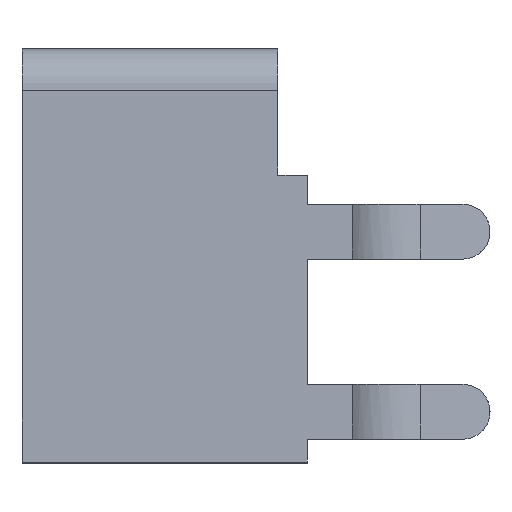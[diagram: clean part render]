
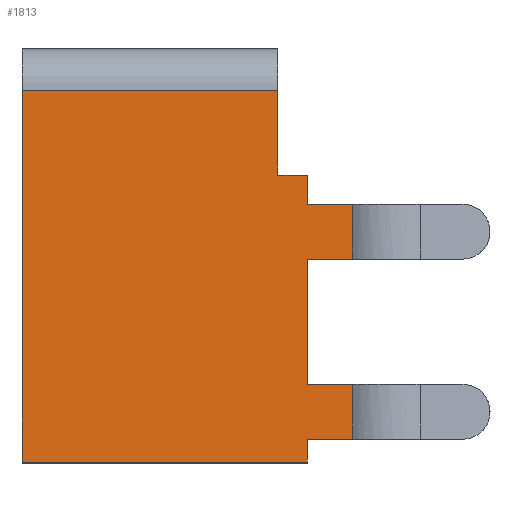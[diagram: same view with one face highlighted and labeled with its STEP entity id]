
A CAD part, left-side view. The second image highlights one B-rep face of the part: STEP entity #1813.
In plain terms, the highlighted planar face has unit normal (-0.999, 0, 0.034).
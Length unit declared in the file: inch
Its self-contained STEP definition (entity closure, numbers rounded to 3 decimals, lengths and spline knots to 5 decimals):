
#1672 = ORIENTED_EDGE ( 'NONE', *, *, #1724, .T. ) ;
#1673 = VERTEX_POINT ( 'NONE', #2179 ) ;
#1674 = VERTEX_POINT ( 'NONE', #2155 ) ;
#1675 = EDGE_CURVE ( 'NONE', #1680, #1722, #2141, .T. ) ;
#1676 = ORIENTED_EDGE ( 'NONE', *, *, #1677, .F. ) ;
#1677 = EDGE_CURVE ( 'NONE', #1674, #1722, #2137, .T. ) ;
#1678 = ORIENTED_EDGE ( 'NONE', *, *, #1738, .T. ) ;
#1679 = ORIENTED_EDGE ( 'NONE', *, *, #1746, .T. ) ;
#1680 = VERTEX_POINT ( 'NONE', #2133 ) ;
#1720 = EDGE_CURVE ( 'NONE', #1673, #1680, #2293, .T. ) ;
#1721 = ORIENTED_EDGE ( 'NONE', *, *, #1675, .T. ) ;
#1722 = VERTEX_POINT ( 'NONE', #2268 ) ;
#1723 = VERTEX_POINT ( 'NONE', #2267 ) ;
#1724 = EDGE_CURVE ( 'NONE', #1723, #1673, #2266, .T. ) ;
#1725 = ORIENTED_EDGE ( 'NONE', *, *, #1720, .T. ) ;
#1726 = VERTEX_POINT ( 'NONE', #2262 ) ;
#1730 = EDGE_CURVE ( 'NONE', #1827, #1726, #2283, .T. ) ;
#1738 = EDGE_CURVE ( 'NONE', #1674, #1836, #2254, .T. ) ;
#1746 = EDGE_CURVE ( 'NONE', #1726, #1723, #2238, .T. ) ;
#1752 = ORIENTED_EDGE ( 'NONE', *, *, #1730, .T. ) ;
#1805 = ORIENTED_EDGE ( 'NONE', *, *, #1806, .T. ) ;
#1806 = EDGE_CURVE ( 'NONE', #1811, #1807, #2406, .T. ) ;
#1807 = VERTEX_POINT ( 'NONE', #2402 ) ;
#1808 = ORIENTED_EDGE ( 'NONE', *, *, #1835, .T. ) ;
#1809 = ORIENTED_EDGE ( 'NONE', *, *, #1810, .T. ) ;
#1810 = EDGE_CURVE ( 'NONE', #1823, #1811, #2420, .T. ) ;
#1811 = VERTEX_POINT ( 'NONE', #2449 ) ;
#1813 = ADVANCED_FACE ( 'NONE', ( #2430 ), #2451, .T. ) ;
#1814 = ORIENTED_EDGE ( 'NONE', *, *, #1815, .T. ) ;
#1815 = EDGE_CURVE ( 'NONE', #1807, #1816, #2411, .T. ) ;
#1816 = VERTEX_POINT ( 'NONE', #2412 ) ;
#1817 = ORIENTED_EDGE ( 'NONE', *, *, #1828, .T. ) ;
#1823 = VERTEX_POINT ( 'NONE', #2419 ) ;
#1824 = VERTEX_POINT ( 'NONE', #2414 ) ;
#1825 = ORIENTED_EDGE ( 'NONE', *, *, #1826, .T. ) ;
#1826 = EDGE_CURVE ( 'NONE', #1824, #1827, #2448, .T. ) ;
#1827 = VERTEX_POINT ( 'NONE', #2413 ) ;
#1828 = EDGE_CURVE ( 'NONE', #1816, #1829, #2457, .T. ) ;
#1829 = VERTEX_POINT ( 'NONE', #2453 ) ;
#1830 = ORIENTED_EDGE ( 'NONE', *, *, #1831, .T. ) ;
#1831 = EDGE_CURVE ( 'NONE', #1829, #1824, #2444, .T. ) ;
#1835 = EDGE_CURVE ( 'NONE', #1836, #1823, #2423, .T. ) ;
#1836 = VERTEX_POINT ( 'NONE', #2481 ) ;
#1921 = EDGE_LOOP ( 'NONE', ( #1808, #1809, #1805, #1814, #1817, #1830, #1825, #1752, #1679, #1672, #1725, #1721, #1676, #1678 ) ) ;
#2090 = DIRECTION ( 'NONE',  ( 0., -1., 0. ) ) ;
#2093 = VECTOR ( 'NONE', #2090, 39.37008 ) ;
#2133 = CARTESIAN_POINT ( 'NONE',  ( -0.16719, 0.032, -0.138 ) ) ;
#2134 = DIRECTION ( 'NONE',  ( 0., -1., 0. ) ) ;
#2135 = VECTOR ( 'NONE', #2134, 39.37008 ) ;
#2136 = CARTESIAN_POINT ( 'NONE',  ( -0.164, 0.312, -0.04538 ) ) ;
#2137 = LINE ( 'NONE', #2136, #2135 ) ;
#2138 = DIRECTION ( 'NONE',  ( 0.034, 0., 0.999 ) ) ;
#2139 = VECTOR ( 'NONE', #2138, 39.37008 ) ;
#2140 = CARTESIAN_POINT ( 'NONE',  ( -0.164, 0.032, -0.04538 ) ) ;
#2141 = LINE ( 'NONE', #2140, #2139 ) ;
#2155 = CARTESIAN_POINT ( 'NONE',  ( -0.164, 0.312, -0.04538 ) ) ;
#2179 = CARTESIAN_POINT ( 'NONE',  ( -0.16719, 0., -0.138 ) ) ;
#2235 = DIRECTION ( 'NONE',  ( 0., 1., 0. ) ) ;
#2236 = VECTOR ( 'NONE', #2235, 39.37008 ) ;
#2237 = CARTESIAN_POINT ( 'NONE',  ( -0.16829, 0.312, -0.17 ) ) ;
#2238 = LINE ( 'NONE', #2237, #2236 ) ;
#2251 = DIRECTION ( 'NONE',  ( -0.034, 0., -0.999 ) ) ;
#2252 = VECTOR ( 'NONE', #2251, 39.37008 ) ;
#2253 = CARTESIAN_POINT ( 'NONE',  ( -0.164, 0.312, -0.04538 ) ) ;
#2254 = LINE ( 'NONE', #2253, #2252 ) ;
#2262 = CARTESIAN_POINT ( 'NONE',  ( -0.16829, -0.04939, -0.17 ) ) ;
#2263 = DIRECTION ( 'NONE',  ( 0.034, 0., 0.999 ) ) ;
#2264 = VECTOR ( 'NONE', #2263, 39.37008 ) ;
#2265 = CARTESIAN_POINT ( 'NONE',  ( -0.164, 0., -0.04538 ) ) ;
#2266 = LINE ( 'NONE', #2265, #2264 ) ;
#2267 = CARTESIAN_POINT ( 'NONE',  ( -0.16829, 0., -0.17 ) ) ;
#2268 = CARTESIAN_POINT ( 'NONE',  ( -0.164, 0.032, -0.04538 ) ) ;
#2269 = DIRECTION ( 'NONE',  ( 0., 1., 0. ) ) ;
#2270 = VECTOR ( 'NONE', #2269, 39.37008 ) ;
#2280 = DIRECTION ( 'NONE',  ( 0.034, 0., 0.999 ) ) ;
#2281 = VECTOR ( 'NONE', #2280, 39.37008 ) ;
#2282 = CARTESIAN_POINT ( 'NONE',  ( -0.164, -0.04939, -0.04538 ) ) ;
#2283 = LINE ( 'NONE', #2282, #2281 ) ;
#2292 = CARTESIAN_POINT ( 'NONE',  ( -0.16719, 0.312, -0.138 ) ) ;
#2293 = LINE ( 'NONE', #2292, #2270 ) ;
#2402 = CARTESIAN_POINT ( 'NONE',  ( -0.17714, -0.04939, -0.427 ) ) ;
#2403 = DIRECTION ( 'NONE',  ( 0.034, 0., 0.999 ) ) ;
#2404 = DIRECTION ( 'NONE',  ( -0.999, 0., 0.034 ) ) ;
#2405 = CARTESIAN_POINT ( 'NONE',  ( -0.164, 0.312, -0.04538 ) ) ;
#2406 = LINE ( 'NONE', #2407, #2452 ) ;
#2407 = CARTESIAN_POINT ( 'NONE',  ( -0.17714, 0.312, -0.427 ) ) ;
#2408 = VECTOR ( 'NONE', #2450, 39.37008 ) ;
#2410 = DIRECTION ( 'NONE',  ( 0., -1., 0. ) ) ;
#2411 = LINE ( 'NONE', #2434, #2433 ) ;
#2412 = CARTESIAN_POINT ( 'NONE',  ( -0.17507, -0.04939, -0.367 ) ) ;
#2413 = CARTESIAN_POINT ( 'NONE',  ( -0.17036, -0.04939, -0.23 ) ) ;
#2414 = CARTESIAN_POINT ( 'NONE',  ( -0.17036, 0., -0.23 ) ) ;
#2419 = CARTESIAN_POINT ( 'NONE',  ( -0.178, 0., -0.452 ) ) ;
#2420 = LINE ( 'NONE', #2421, #2408 ) ;
#2421 = CARTESIAN_POINT ( 'NONE',  ( -0.164, 0., -0.04538 ) ) ;
#2422 = CARTESIAN_POINT ( 'NONE',  ( -0.178, 0.312, -0.452 ) ) ;
#2423 = LINE ( 'NONE', #2422, #2093 ) ;
#2430 = FACE_OUTER_BOUND ( 'NONE', #1921, .T. ) ;
#2432 = DIRECTION ( 'NONE',  ( 0.034, 0., 0.999 ) ) ;
#2433 = VECTOR ( 'NONE', #2432, 39.37008 ) ;
#2434 = CARTESIAN_POINT ( 'NONE',  ( -0.164, -0.04939, -0.04538 ) ) ;
#2441 = DIRECTION ( 'NONE',  ( 0.034, 0., 0.999 ) ) ;
#2442 = VECTOR ( 'NONE', #2441, 39.37008 ) ;
#2443 = CARTESIAN_POINT ( 'NONE',  ( -0.164, 0., -0.04538 ) ) ;
#2444 = LINE ( 'NONE', #2443, #2442 ) ;
#2445 = DIRECTION ( 'NONE',  ( 0., -1., 0. ) ) ;
#2446 = VECTOR ( 'NONE', #2445, 39.37008 ) ;
#2447 = CARTESIAN_POINT ( 'NONE',  ( -0.17036, 0.312, -0.23 ) ) ;
#2448 = LINE ( 'NONE', #2447, #2446 ) ;
#2449 = CARTESIAN_POINT ( 'NONE',  ( -0.17714, 0., -0.427 ) ) ;
#2450 = DIRECTION ( 'NONE',  ( 0.034, 0., 0.999 ) ) ;
#2451 = PLANE ( 'NONE',  #2458 ) ;
#2452 = VECTOR ( 'NONE', #2410, 39.37008 ) ;
#2453 = CARTESIAN_POINT ( 'NONE',  ( -0.17507, 0., -0.367 ) ) ;
#2454 = DIRECTION ( 'NONE',  ( 0., 1., 0. ) ) ;
#2455 = VECTOR ( 'NONE', #2454, 39.37008 ) ;
#2456 = CARTESIAN_POINT ( 'NONE',  ( -0.17507, 0.312, -0.367 ) ) ;
#2457 = LINE ( 'NONE', #2456, #2455 ) ;
#2458 = AXIS2_PLACEMENT_3D ( 'NONE', #2405, #2404, #2403 ) ;
#2481 = CARTESIAN_POINT ( 'NONE',  ( -0.178, 0.312, -0.452 ) ) ;
